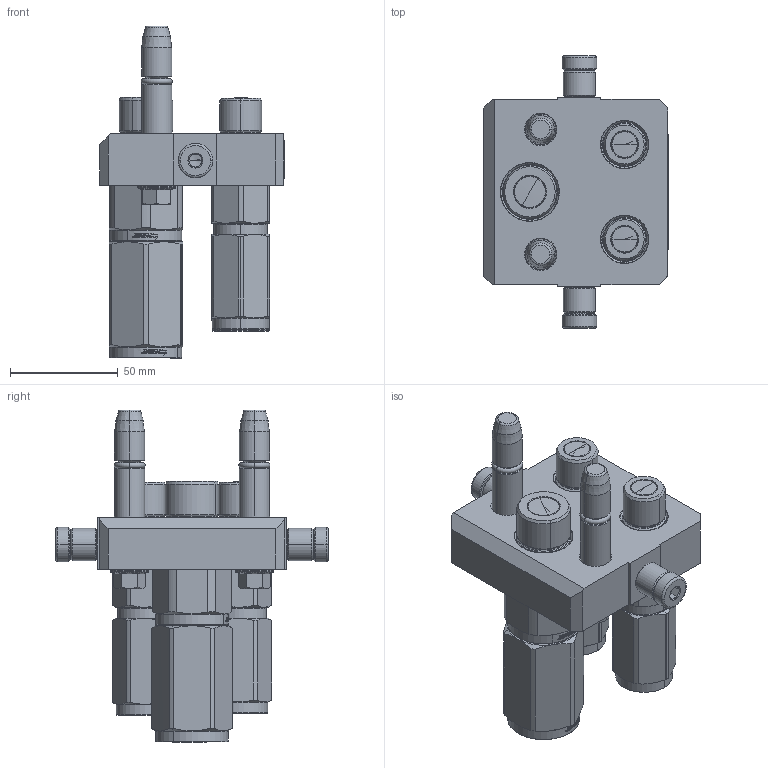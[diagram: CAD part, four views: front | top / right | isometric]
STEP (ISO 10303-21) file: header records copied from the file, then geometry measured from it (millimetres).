
FILE_DESCRIPTION (( 'STEP AP214' ), '1' );
FILE_NAME ('FASTER.step', '2025-12-16T03:57:20', ( '' ), ( '' ), 'SwSTEP 2.0', 'SolidWorks 2017', '' );
FILE_SCHEMA (( 'AUTOMOTIVE_DESIGN' ));
Length unit declared in the file: millimetre
Products named in the file (15): 3ffnp12_gas_m; P306_M_BASE; et002; or2_62x9_19_m; 4830_028_1000_011; 4820_010_0000_001; FASTER; 4830_013_3000_030; 3ffnp38_gas_m; 1540_080_0008_000; 3ffnp38-12g_m; 4830_021_0000_000
Assembly tree (19 placements, depth 3):
  FASTER
    P306_M_BASE
      4820_010_0000_001
      4830_021_0000_000  x2
      1540_080_0008_000  x2
      4830_013_3000_030  x2
      4830_028_1000_011  x2
      or2_62x9_19_m  x2
    3ffnp12_gas_m
      3ffnp12_gas_m
    3ffnp38-12g_m
      3ffnp38-12g_m
    3ffnp38_gas_m
      3ffnp38_gas_m
    et002
Bounding box: 85.8 x 126.6 x 154.2 mm (x, y, z)
Volume: 2873.9 mm3; surface area: 93404.7 mm2
Topology: 5 solids, 46 shells, 1936 faces, 5516 edges, 3638 vertices
Faces by surface type: plane 1188, cone 291, cylinder 289, torus 95, bspline 73
Entity records: 68988 total; most frequent: CARTESIAN_POINT 18149, ORIENTED_EDGE 9527, DIRECTION 8827, EDGE_CURVE 5128, VECTOR 3533, LINE 3533, VERTEX_POINT 3414, AXIS2_PLACEMENT_3D 2647
